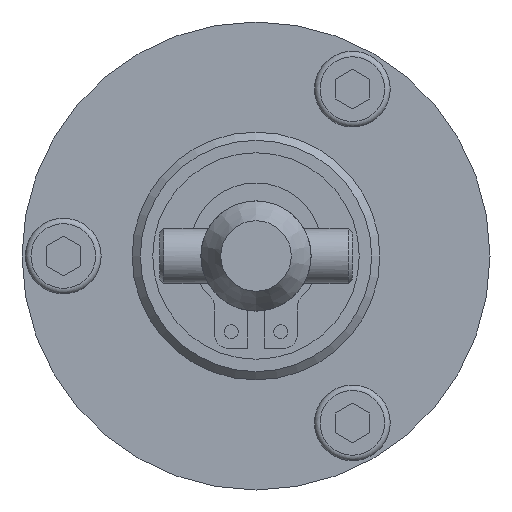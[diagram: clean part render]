
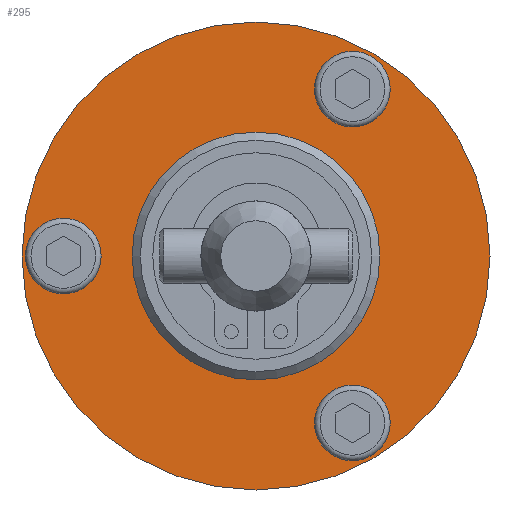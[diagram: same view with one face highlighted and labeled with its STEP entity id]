
A CAD part, front view. The second image highlights one B-rep face of the part: STEP entity #295.
In plain terms, the highlighted planar face has unit normal (0, -1, 0).
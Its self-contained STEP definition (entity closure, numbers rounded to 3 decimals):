
#295 = ADVANCED_FACE( '', ( #646, #647, #648, #649, #650 ), #651, .F. );
#646 = FACE_BOUND( '', #1040, .T. );
#647 = FACE_BOUND( '', #1041, .T. );
#648 = FACE_BOUND( '', #1042, .T. );
#649 = FACE_BOUND( '', #1043, .T. );
#650 = FACE_OUTER_BOUND( '', #1044, .T. );
#651 = PLANE( '', #1045 );
#1040 = EDGE_LOOP( '', ( #1765 ) );
#1041 = EDGE_LOOP( '', ( #1766 ) );
#1042 = EDGE_LOOP( '', ( #1767 ) );
#1043 = EDGE_LOOP( '', ( #1768 ) );
#1044 = EDGE_LOOP( '', ( #1769 ) );
#1045 = AXIS2_PLACEMENT_3D( '', #1770, #1771, #1772 );
#1765 = ORIENTED_EDGE( '', *, *, #2075, .F. );
#1766 = ORIENTED_EDGE( '', *, *, #2082, .T. );
#1767 = ORIENTED_EDGE( '', *, *, #2072, .T. );
#1768 = ORIENTED_EDGE( '', *, *, #2050, .T. );
#1769 = ORIENTED_EDGE( '', *, *, #2285, .T. );
#1770 = CARTESIAN_POINT( '', ( 17., 0., 0. ) );
#1771 = DIRECTION( '', ( 0., 1., 0. ) );
#1772 = DIRECTION( '', ( 0., 0., 1. ) );
#2050 = EDGE_CURVE( '', #2394, #2394, #2395, .T. );
#2072 = EDGE_CURVE( '', #2432, #2432, #2433, .T. );
#2075 = EDGE_CURVE( '', #2437, #2437, #2438, .T. );
#2082 = EDGE_CURVE( '', #2449, #2449, #2450, .T. );
#2285 = EDGE_CURVE( '', #2752, #2752, #2753, .T. );
#2394 = VERTEX_POINT( '', #2890 );
#2395 = CIRCLE( '', #2891, 1.5 );
#2432 = VERTEX_POINT( '', #2945 );
#2433 = CIRCLE( '', #2946, 1.5 );
#2437 = VERTEX_POINT( '', #2950 );
#2438 = CIRCLE( '', #2951, 9. );
#2449 = VERTEX_POINT( '', #2966 );
#2450 = CIRCLE( '', #2967, 1.5 );
#2752 = VERTEX_POINT( '', #3556 );
#2753 = CIRCLE( '', #3557, 17. );
#2890 = CARTESIAN_POINT( '', ( 7., 0., 13.624 ) );
#2891 = AXIS2_PLACEMENT_3D( '', #3663, #3664, #3665 );
#2945 = CARTESIAN_POINT( '', ( 7., 0., -10.624 ) );
#2946 = AXIS2_PLACEMENT_3D( '', #3690, #3691, #3692 );
#2950 = CARTESIAN_POINT( '', ( 0., 0., -9. ) );
#2951 = AXIS2_PLACEMENT_3D( '', #3696, #3697, #3698 );
#2966 = CARTESIAN_POINT( '', ( -14., 0., 1.5 ) );
#2967 = AXIS2_PLACEMENT_3D( '', #3703, #3704, #3705 );
#3556 = CARTESIAN_POINT( '', ( 0., 0., -17. ) );
#3557 = AXIS2_PLACEMENT_3D( '', #3938, #3939, #3940 );
#3663 = CARTESIAN_POINT( '', ( 7., 0., 12.124 ) );
#3664 = DIRECTION( '', ( 0., 1., 0. ) );
#3665 = DIRECTION( '', ( 0., 0., 1. ) );
#3690 = CARTESIAN_POINT( '', ( 7., 0., -12.124 ) );
#3691 = DIRECTION( '', ( 0., 1., 0. ) );
#3692 = DIRECTION( '', ( 0., 0., 1. ) );
#3696 = CARTESIAN_POINT( '', ( 0., 0., 0. ) );
#3697 = DIRECTION( '', ( 0., -1., 0. ) );
#3698 = DIRECTION( '', ( 0., 0., -1. ) );
#3703 = CARTESIAN_POINT( '', ( -14., 0., 0. ) );
#3704 = DIRECTION( '', ( 0., 1., 0. ) );
#3705 = DIRECTION( '', ( 0., 0., 1. ) );
#3938 = CARTESIAN_POINT( '', ( 0., 0., 0. ) );
#3939 = DIRECTION( '', ( 0., -1., 0. ) );
#3940 = DIRECTION( '', ( 0., 0., -1. ) );
